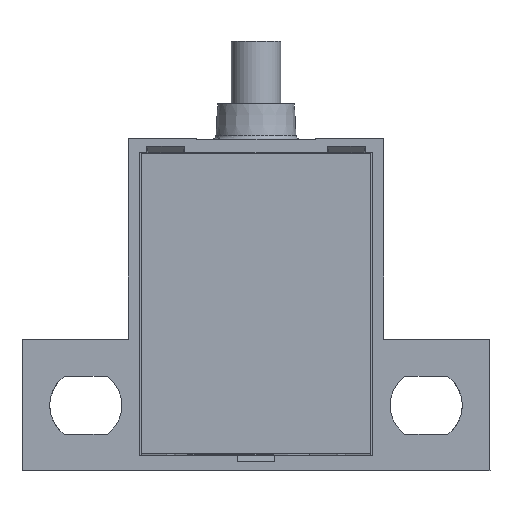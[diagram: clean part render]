
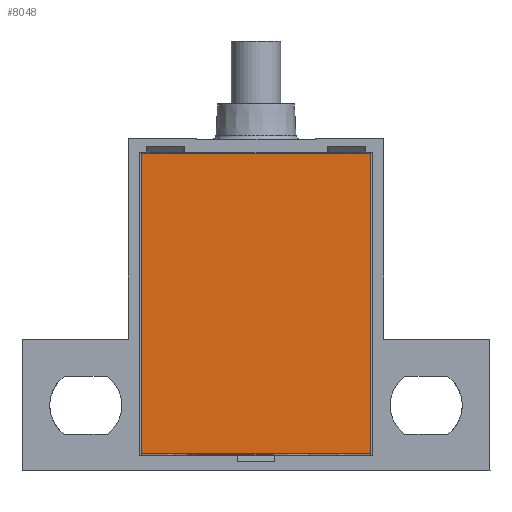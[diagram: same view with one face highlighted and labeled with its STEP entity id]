
A CAD part, front view. The second image highlights one B-rep face of the part: STEP entity #8048.
In plain terms, the highlighted planar face has unit normal (0, -1, 0).
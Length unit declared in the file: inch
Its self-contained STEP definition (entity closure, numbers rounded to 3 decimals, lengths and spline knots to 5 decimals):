
#50 = EDGE_CURVE ( 'NONE', #6367, #3563, #6597, .T. ) ;
#771 = CARTESIAN_POINT ( 'NONE',  ( 4.44606, -0.36284, 2.5563 ) ) ;
#891 = ORIENTED_EDGE ( 'NONE', *, *, #7698, .F. ) ;
#1228 = CARTESIAN_POINT ( 'NONE',  ( 4.19166, -0.36284, 1.99869 ) ) ;
#1444 = LINE ( 'NONE', #5111, #6266 ) ;
#1982 = ORIENTED_EDGE ( 'NONE', *, *, #50, .F. ) ;
#2037 = CARTESIAN_POINT ( 'NONE',  ( 3.93701, -0.36284, 1.88976 ) ) ;
#2043 = ORIENTED_EDGE ( 'NONE', *, *, #7817, .F. ) ;
#2130 = CARTESIAN_POINT ( 'NONE',  ( 4.44606, -0.36284, 1.88976 ) ) ;
#2536 = PLANE ( 'NONE',  #8119 ) ;
#2576 = CARTESIAN_POINT ( 'NONE',  ( 4.44606, -0.36284, 1.88976 ) ) ;
#2905 = VERTEX_POINT ( 'NONE', #771 ) ;
#3563 = VERTEX_POINT ( 'NONE', #6518 ) ;
#3816 = CARTESIAN_POINT ( 'NONE',  ( 3.93701, -0.36284, 2.5563 ) ) ;
#4285 = B_SPLINE_CURVE_WITH_KNOTS ( 'NONE', 1,
 ( #5477, #7683 ),
 .UNSPECIFIED., .F., .F.,
 ( 2, 2 ),
 ( 0., 1. ),
 .UNSPECIFIED. ) ;
#4447 = EDGE_CURVE ( 'NONE', #3563, #2905, #1444, .T. ) ;
#5111 = CARTESIAN_POINT ( 'NONE',  ( 4.44606, -0.36284, 2.5563 ) ) ;
#5477 = CARTESIAN_POINT ( 'NONE',  ( 4.44606, -0.36284, 1.88976 ) ) ;
#6266 = VECTOR ( 'NONE', #8725, 39.37008 ) ;
#6367 = VERTEX_POINT ( 'NONE', #2037 ) ;
#6518 = CARTESIAN_POINT ( 'NONE',  ( 3.93701, -0.36284, 2.5563 ) ) ;
#6545 = DIRECTION ( 'NONE',  ( 0., 0., -1. ) ) ;
#6597 = B_SPLINE_CURVE_WITH_KNOTS ( 'NONE', 1,
 ( #7254, #3816 ),
 .UNSPECIFIED., .F., .F.,
 ( 2, 2 ),
 ( 0., 1. ),
 .UNSPECIFIED. ) ;
#6786 = VECTOR ( 'NONE', #6545, 39.37008 ) ;
#6964 = FACE_OUTER_BOUND ( 'NONE', #9152, .T. ) ;
#7254 = CARTESIAN_POINT ( 'NONE',  ( 3.93701, -0.36284, 1.88976 ) ) ;
#7416 = ORIENTED_EDGE ( 'NONE', *, *, #4447, .F. ) ;
#7683 = CARTESIAN_POINT ( 'NONE',  ( 3.93701, -0.36284, 1.88976 ) ) ;
#7698 = EDGE_CURVE ( 'NONE', #8247, #6367, #4285, .T. ) ;
#7817 = EDGE_CURVE ( 'NONE', #2905, #8247, #8527, .T. ) ;
#8048 = ADVANCED_FACE ( 'NONE', ( #6964 ), #2536, .F. ) ;
#8119 = AXIS2_PLACEMENT_3D ( 'NONE', #1228, #9167, #8424 ) ;
#8247 = VERTEX_POINT ( 'NONE', #2576 ) ;
#8424 = DIRECTION ( 'NONE',  ( 0., 0., 1. ) ) ;
#8527 = LINE ( 'NONE', #2130, #6786 ) ;
#8725 = DIRECTION ( 'NONE',  ( 1., 0., 0. ) ) ;
#9152 = EDGE_LOOP ( 'NONE', ( #1982, #891, #2043, #7416 ) ) ;
#9167 = DIRECTION ( 'NONE',  ( 0., 1., 0. ) ) ;
